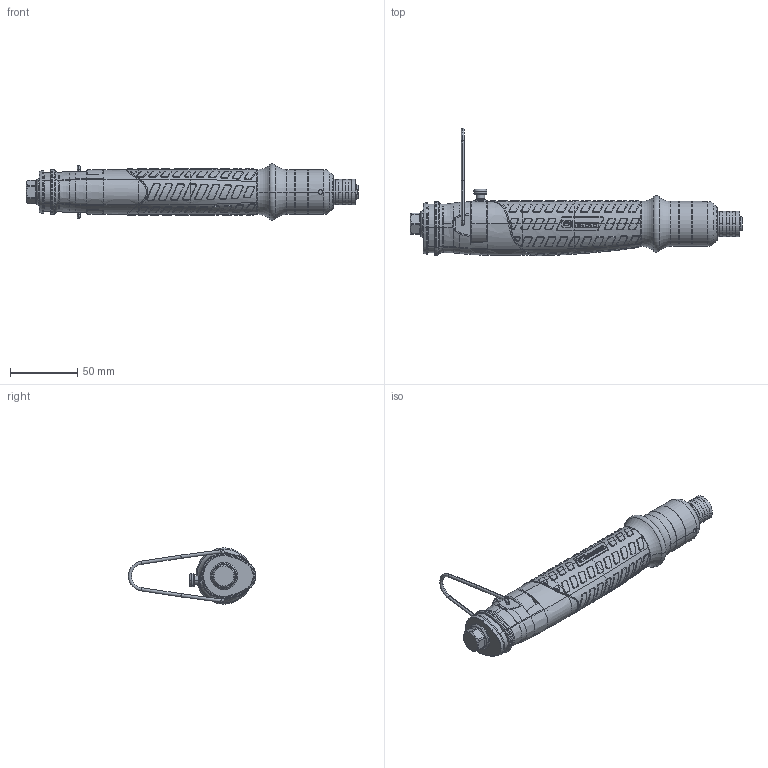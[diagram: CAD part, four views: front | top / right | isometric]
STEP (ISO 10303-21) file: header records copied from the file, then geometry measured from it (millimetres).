
FILE_DESCRIPTION((''),'2;1');
FILE_NAME('19BPA05Q_SW0001','2016-02-03T',('D7Q69'),(''),'PRO/ENGINEER BY PARAMETRIC TECHNOLOGY CORPORATION, 2010140','PRO/ENGINEER BY PARAMETRIC TECHNOLOGY CORPORATION, 2010140','');
FILE_SCHEMA(('CONFIG_CONTROL_DESIGN'));
Products named in the file (1): 19BPA05Q_SW0001
Bounding box: 247.33 x 94.98 x 41.89 mm (x, y, z)
Volume: 122009.4 mm3; surface area: 71923.9 mm2
Topology: 1 solids, 8 shells, 3670 faces, 8551 edges, 4967 vertices
Faces by surface type: bspline 2227, plane 611, cylinder 587, extrusion 81, torus 76, cone 76, sphere 12
Entity records: 210338 total; most frequent: CARTESIAN_POINT 143284, ORIENTED_EDGE 17084, DIRECTION 9380, EDGE_CURVE 8542, VERTEX_POINT 4967, B_SPLINE_CURVE_WITH_KNOTS 4600, AXIS2_PLACEMENT_3D 3914, EDGE_LOOP 3773
